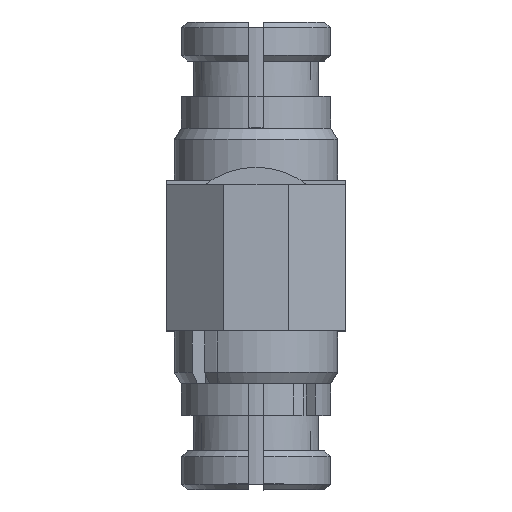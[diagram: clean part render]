
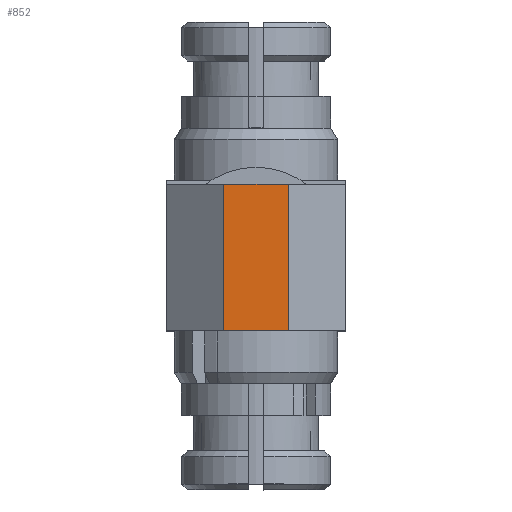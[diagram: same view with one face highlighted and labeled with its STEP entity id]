
A CAD part, top view. The second image highlights one B-rep face of the part: STEP entity #852.
In plain terms, the highlighted face is planar.
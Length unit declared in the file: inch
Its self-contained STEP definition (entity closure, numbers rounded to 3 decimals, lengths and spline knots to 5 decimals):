
#110 = FACE_OUTER_BOUND ( 'NONE', #3771, .T. ) ;
#173 = ORIENTED_EDGE ( 'NONE', *, *, #2793, .T. ) ;
#381 = DIRECTION ( 'NONE',  ( 1., 0., 0. ) ) ;
#808 = CARTESIAN_POINT ( 'NONE',  ( 0.403, 0.078, 0.028 ) ) ;
#838 = DIRECTION ( 'NONE',  ( 1., 0., 0. ) ) ;
#852 = ADVANCED_FACE ( 'NONE', ( #110 ), #1675, .F. ) ;
#940 = EDGE_CURVE ( 'NONE', #2964, #4164, #1801, .T. ) ;
#990 = LINE ( 'NONE', #4729, #2440 ) ;
#1307 = DIRECTION ( 'NONE',  ( 0., 0., -1. ) ) ;
#1675 = PLANE ( 'NONE',  #3751 ) ;
#1700 = DIRECTION ( 'NONE',  ( 0., -1., 0. ) ) ;
#1722 = VECTOR ( 'NONE', #381, 39.37008 ) ;
#1801 = LINE ( 'NONE', #3300, #2414 ) ;
#1976 = LINE ( 'NONE', #808, #1722 ) ;
#1984 = CARTESIAN_POINT ( 'NONE',  ( 0.403, 0.078, -0.028 ) ) ;
#2090 = CARTESIAN_POINT ( 'NONE',  ( 0.265, 0.078, 0.028 ) ) ;
#2237 = VERTEX_POINT ( 'NONE', #2411 ) ;
#2311 = LINE ( 'NONE', #1984, #3209 ) ;
#2411 = CARTESIAN_POINT ( 'NONE',  ( 0.138, 0.078, 0.028 ) ) ;
#2414 = VECTOR ( 'NONE', #4064, 39.37008 ) ;
#2440 = VECTOR ( 'NONE', #3199, 39.37008 ) ;
#2793 = EDGE_CURVE ( 'NONE', #2237, #4164, #1976, .T. ) ;
#2921 = ORIENTED_EDGE ( 'NONE', *, *, #3574, .F. ) ;
#2964 = VERTEX_POINT ( 'NONE', #3952 ) ;
#3022 = CARTESIAN_POINT ( 'NONE',  ( 0.138, 0.078, -0.028 ) ) ;
#3199 = DIRECTION ( 'NONE',  ( 0., 0., -1. ) ) ;
#3209 = VECTOR ( 'NONE', #838, 39.37008 ) ;
#3300 = CARTESIAN_POINT ( 'NONE',  ( 0.265, 0.078, 0.078 ) ) ;
#3574 = EDGE_CURVE ( 'NONE', #4415, #2964, #2311, .T. ) ;
#3715 = ORIENTED_EDGE ( 'NONE', *, *, #4158, .F. ) ;
#3751 = AXIS2_PLACEMENT_3D ( 'NONE', #4660, #1700, #1307 ) ;
#3767 = ORIENTED_EDGE ( 'NONE', *, *, #940, .F. ) ;
#3771 = EDGE_LOOP ( 'NONE', ( #3715, #173, #3767, #2921 ) ) ;
#3952 = CARTESIAN_POINT ( 'NONE',  ( 0.265, 0.078, -0.028 ) ) ;
#4064 = DIRECTION ( 'NONE',  ( 0., 0., 1. ) ) ;
#4158 = EDGE_CURVE ( 'NONE', #2237, #4415, #990, .T. ) ;
#4164 = VERTEX_POINT ( 'NONE', #2090 ) ;
#4415 = VERTEX_POINT ( 'NONE', #3022 ) ;
#4660 = CARTESIAN_POINT ( 'NONE',  ( 0.75062, 0.078, 0.078 ) ) ;
#4729 = CARTESIAN_POINT ( 'NONE',  ( 0.138, 0.078, 0.078 ) ) ;
